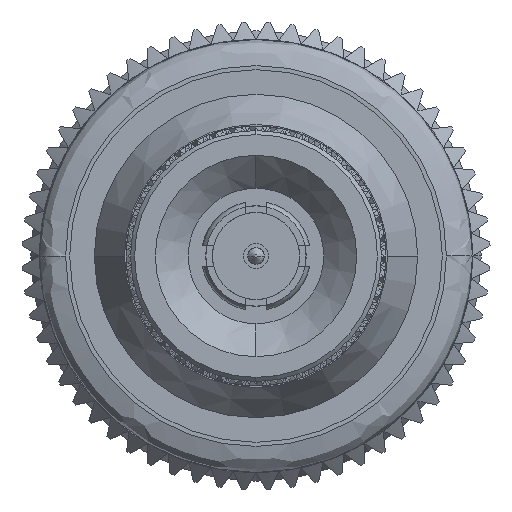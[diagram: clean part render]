
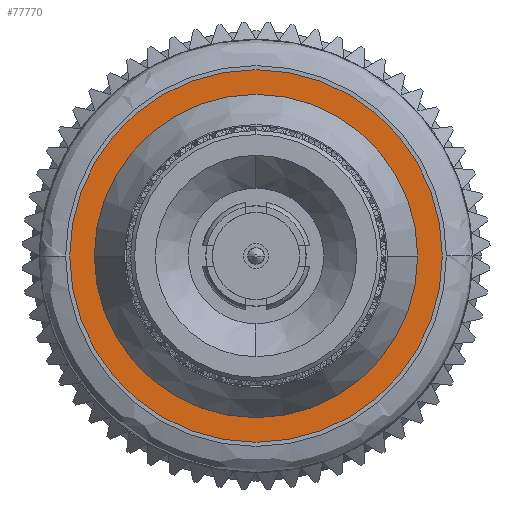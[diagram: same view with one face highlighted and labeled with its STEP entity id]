
A CAD part, left-side view. The second image highlights one B-rep face of the part: STEP entity #77770.
In plain terms, the highlighted face is planar.
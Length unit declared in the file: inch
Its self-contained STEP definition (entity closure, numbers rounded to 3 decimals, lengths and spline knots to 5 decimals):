
#1098 = CARTESIAN_POINT ( 'NONE',  ( 0.78349, 0., 0. ) ) ;
#3556 = VERTEX_POINT ( 'NONE', #29439 ) ;
#7707 = ORIENTED_EDGE ( 'NONE', *, *, #70274, .T. ) ;
#8167 = DIRECTION ( 'NONE',  ( 0., 0., -1. ) ) ;
#8775 = CARTESIAN_POINT ( 'NONE',  ( 0.78349, 0., 0.19667 ) ) ;
#9471 = FACE_BOUND ( 'NONE', #68104, .T. ) ;
#15888 = CARTESIAN_POINT ( 'NONE',  ( 0.78349, 0., -0.22667 ) ) ;
#16758 = CARTESIAN_POINT ( 'NONE',  ( 0.78349, 0., 0. ) ) ;
#20056 = EDGE_CURVE ( 'NONE', #26185, #74490, #39938, .T. ) ;
#22531 = DIRECTION ( 'NONE',  ( -1., 0., 0. ) ) ;
#22967 = DIRECTION ( 'NONE',  ( 0., 0., 1. ) ) ;
#26185 = VERTEX_POINT ( 'NONE', #35604 ) ;
#27431 = CARTESIAN_POINT ( 'NONE',  ( 0.78349, 0., 0. ) ) ;
#27648 = CIRCLE ( 'NONE', #71613, 0.19667 ) ;
#28089 = DIRECTION ( 'NONE',  ( 1., 0., 0. ) ) ;
#29439 = CARTESIAN_POINT ( 'NONE',  ( 0.78349, 0., 0.22667 ) ) ;
#30541 = VERTEX_POINT ( 'NONE', #15888 ) ;
#31829 = CARTESIAN_POINT ( 'NONE',  ( 0.78349, 0., 0. ) ) ;
#35604 = CARTESIAN_POINT ( 'NONE',  ( 0.78349, 0., -0.19667 ) ) ;
#35767 = EDGE_CURVE ( 'NONE', #74490, #26185, #27648, .T. ) ;
#38754 = ORIENTED_EDGE ( 'NONE', *, *, #20056, .T. ) ;
#39938 = CIRCLE ( 'NONE', #69714, 0.19667 ) ;
#40378 = EDGE_CURVE ( 'NONE', #30541, #3556, #66239, .T. ) ;
#45979 = AXIS2_PLACEMENT_3D ( 'NONE', #62759, #49903, #49459 ) ;
#46992 = DIRECTION ( 'NONE',  ( 0., 0., -1. ) ) ;
#48438 = ORIENTED_EDGE ( 'NONE', *, *, #35767, .T. ) ;
#49459 = DIRECTION ( 'NONE',  ( 0., 0., -1. ) ) ;
#49903 = DIRECTION ( 'NONE',  ( 1., 0., 0. ) ) ;
#50703 = AXIS2_PLACEMENT_3D ( 'NONE', #27431, #80286, #46992 ) ;
#53034 = CIRCLE ( 'NONE', #45979, 0.22667 ) ;
#57925 = DIRECTION ( 'NONE',  ( -1., 0., 0. ) ) ;
#62759 = CARTESIAN_POINT ( 'NONE',  ( 0.78349, 0., 0. ) ) ;
#66239 = CIRCLE ( 'NONE', #50703, 0.22667 ) ;
#68104 = EDGE_LOOP ( 'NONE', ( #48438, #38754 ) ) ;
#68479 = PLANE ( 'NONE',  #71973 ) ;
#68919 = FACE_OUTER_BOUND ( 'NONE', #76940, .T. ) ;
#69714 = AXIS2_PLACEMENT_3D ( 'NONE', #31829, #57925, #85019 ) ;
#70274 = EDGE_CURVE ( 'NONE', #3556, #30541, #53034, .T. ) ;
#71613 = AXIS2_PLACEMENT_3D ( 'NONE', #16758, #22531, #22967 ) ;
#71973 = AXIS2_PLACEMENT_3D ( 'NONE', #1098, #28089, #8167 ) ;
#74490 = VERTEX_POINT ( 'NONE', #8775 ) ;
#76940 = EDGE_LOOP ( 'NONE', ( #7707, #83007 ) ) ;
#77770 = ADVANCED_FACE ( 'NONE', ( #68919, #9471 ), #68479, .T. ) ;
#80286 = DIRECTION ( 'NONE',  ( 1., 0., 0. ) ) ;
#83007 = ORIENTED_EDGE ( 'NONE', *, *, #40378, .T. ) ;
#85019 = DIRECTION ( 'NONE',  ( 0., 0., 1. ) ) ;
